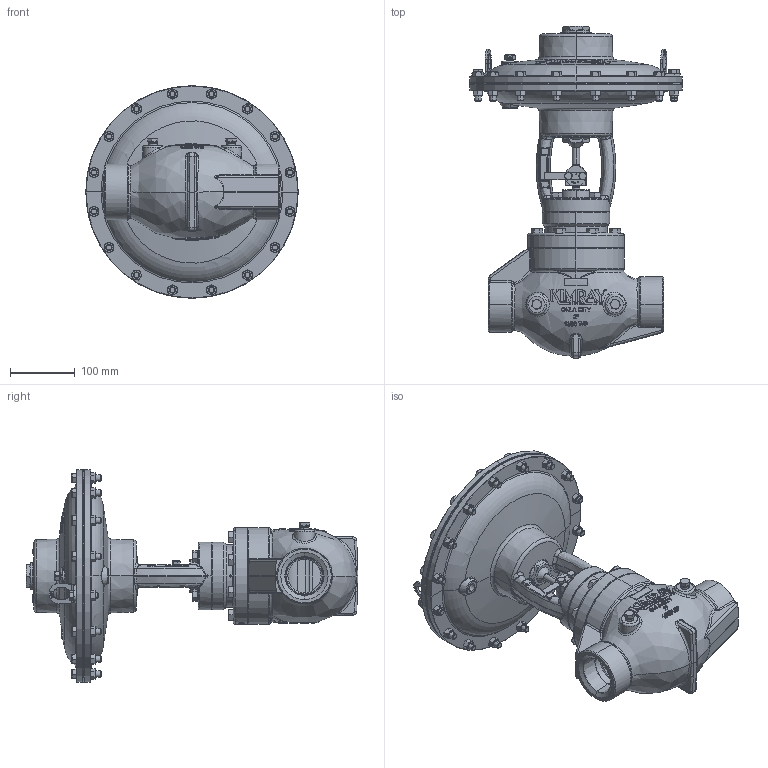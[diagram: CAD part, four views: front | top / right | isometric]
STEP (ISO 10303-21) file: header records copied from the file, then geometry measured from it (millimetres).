
FILE_DESCRIPTION (( 'STEP AP214' ), '1' );
FILE_NAME ('CVC2S1TW0002S-HPCV.STEP', '2021-05-13T14:29:46', ( '' ), ( '' ), 'SwSTEP 2.0', 'SolidWorks 2019', '' );
FILE_SCHEMA (( 'AUTOMOTIVE_DESIGN' ));
Length unit declared in the file: inch
Products named in the file (1): CVC2S1TW0002S-HPCV
Bounding box: 327.42 x 511.56 x 327.42 mm (x, y, z)
Volume: 8047741.2 mm3; surface area: 626651.4 mm2
Topology: 1 solids, 1 shells, 3447 faces, 8757 edges, 5477 vertices
Faces by surface type: plane 1481, bspline 782, cone 537, cylinder 423, torus 137, sphere 87
Entity records: 258290 total; most frequent: CARTESIAN_POINT 180880, ORIENTED_EDGE 17386, DIRECTION 12615, EDGE_CURVE 8693, VERTEX_POINT 5475, AXIS2_PLACEMENT_3D 4766, EDGE_LOOP 3748, B_SPLINE_CURVE_WITH_KNOTS 3479
